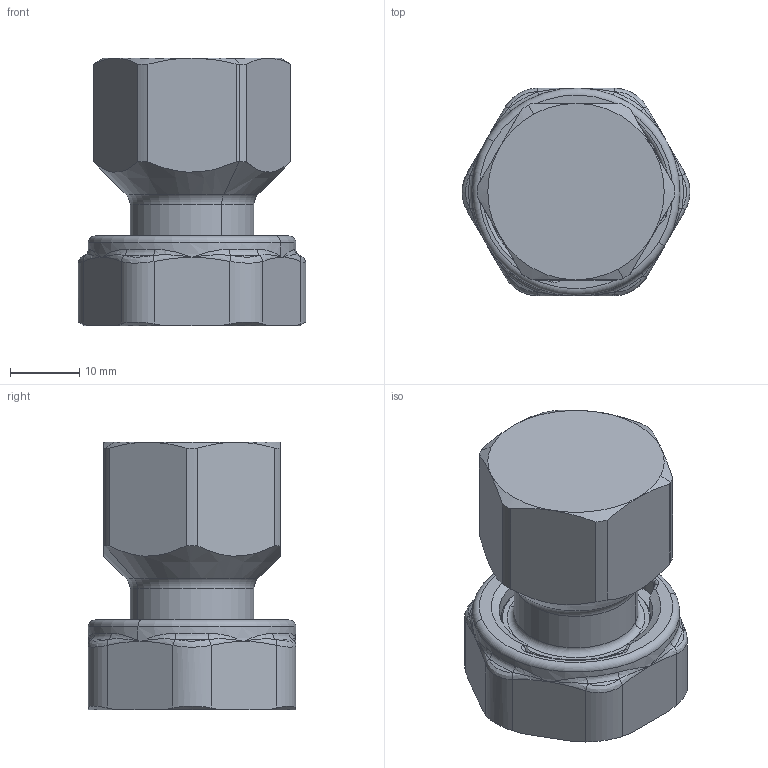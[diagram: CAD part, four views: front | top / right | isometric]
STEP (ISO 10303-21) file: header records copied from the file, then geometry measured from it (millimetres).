
FILE_DESCRIPTION(('CATIA V5 STEP Exchange'),'2;1');
FILE_NAME('313525 (STP).stp','2016-03-02T07:35:46+00:00',('none'),('none'),'Version 5-6 Release 2012','CATIA V5 STEP AP203','none');
FILE_SCHEMA(('CONFIG_CONTROL_DESIGN'));
Length unit declared in the file: millimetre
Products named in the file (1): F49644 - TST
Bounding box: 32.92 x 30 x 38.7 mm (x, y, z)
Volume: 21321.3 mm3; surface area: 5485.4 mm2
Topology: 1 solids, 1 shells, 135 faces, 331 edges, 189 vertices
Faces by surface type: cylinder 34, bspline 34, cone 28, plane 21, torus 18
Entity records: 5128 total; most frequent: CARTESIAN_POINT 2556, ORIENTED_EDGE 638, EDGE_CURVE 319, DIRECTION 307, VERTEX_POINT 189, AXIS2_PLACEMENT_3D 175, EDGE_LOOP 138, ADVANCED_FACE 135
